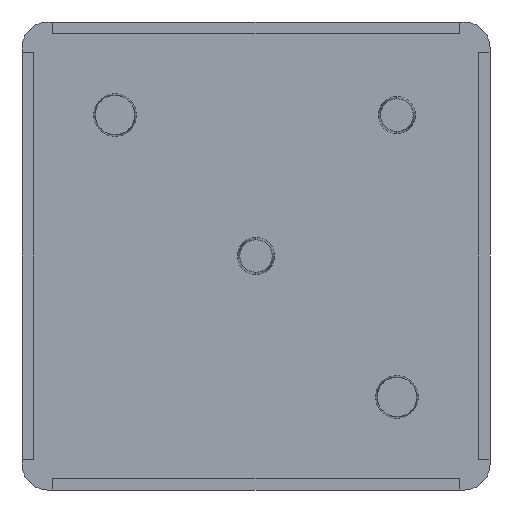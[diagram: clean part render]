
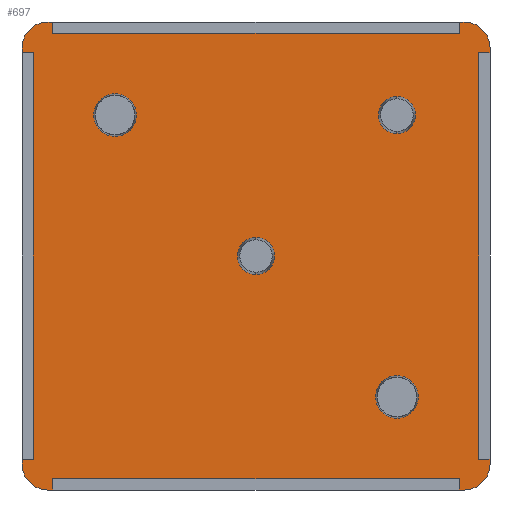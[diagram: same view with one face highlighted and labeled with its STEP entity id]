
A CAD part, front view. The second image highlights one B-rep face of the part: STEP entity #697.
In plain terms, the highlighted planar face has unit normal (0, -1, 0).
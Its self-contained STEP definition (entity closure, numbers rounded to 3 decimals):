
#151 = VERTEX_POINT('',#152);
#152 = CARTESIAN_POINT('',(-3.81,0.3,4.385));
#158 = EDGE_CURVE('',#151,#159,#161,.T.);
#159 = VERTEX_POINT('',#160);
#160 = CARTESIAN_POINT('',(-3.81,0.3,3.235));
#161 = CIRCLE('',#162,0.575);
#162 = AXIS2_PLACEMENT_3D('',#163,#164,#165);
#163 = CARTESIAN_POINT('',(-3.81,0.3,3.81));
#164 = DIRECTION('',(0.,-1.,0.));
#165 = DIRECTION('',(0.,0.,-1.));
#193 = VERTEX_POINT('',#194);
#194 = CARTESIAN_POINT('',(3.81,0.3,-3.235));
#200 = EDGE_CURVE('',#193,#201,#203,.T.);
#201 = VERTEX_POINT('',#202);
#202 = CARTESIAN_POINT('',(3.81,0.3,-4.385));
#203 = CIRCLE('',#204,0.575);
#204 = AXIS2_PLACEMENT_3D('',#205,#206,#207);
#205 = CARTESIAN_POINT('',(3.81,0.3,-3.81));
#206 = DIRECTION('',(0.,-1.,0.));
#207 = DIRECTION('',(0.,0.,-1.));
#235 = VERTEX_POINT('',#236);
#236 = CARTESIAN_POINT('',(3.81,0.3,4.31));
#242 = EDGE_CURVE('',#235,#243,#245,.T.);
#243 = VERTEX_POINT('',#244);
#244 = CARTESIAN_POINT('',(3.81,0.3,3.31));
#245 = CIRCLE('',#246,0.5);
#246 = AXIS2_PLACEMENT_3D('',#247,#248,#249);
#247 = CARTESIAN_POINT('',(3.81,0.3,3.81));
#248 = DIRECTION('',(0.,-1.,0.));
#249 = DIRECTION('',(0.,0.,-1.));
#277 = VERTEX_POINT('',#278);
#278 = CARTESIAN_POINT('',(0.,0.3,0.5));
#284 = EDGE_CURVE('',#277,#285,#287,.T.);
#285 = VERTEX_POINT('',#286);
#286 = CARTESIAN_POINT('',(0.,0.3,-0.5));
#287 = CIRCLE('',#288,0.5);
#288 = AXIS2_PLACEMENT_3D('',#289,#290,#291);
#289 = CARTESIAN_POINT('',(0.,0.3,0.));
#290 = DIRECTION('',(0.,-1.,0.));
#291 = DIRECTION('',(0.,0.,-1.));
#697 = ADVANCED_FACE('',(#698,#708,#718,#916,#926),#936,.T.);
#698 = FACE_BOUND('',#699,.T.);
#699 = EDGE_LOOP('',(#700,#707));
#700 = ORIENTED_EDGE('',*,*,#701,.F.);
#701 = EDGE_CURVE('',#201,#193,#702,.T.);
#702 = CIRCLE('',#703,0.575);
#703 = AXIS2_PLACEMENT_3D('',#704,#705,#706);
#704 = CARTESIAN_POINT('',(3.81,0.3,-3.81));
#705 = DIRECTION('',(0.,-1.,0.));
#706 = DIRECTION('',(0.,0.,-1.));
#707 = ORIENTED_EDGE('',*,*,#200,.F.);
#708 = FACE_BOUND('',#709,.T.);
#709 = EDGE_LOOP('',(#710,#717));
#710 = ORIENTED_EDGE('',*,*,#711,.F.);
#711 = EDGE_CURVE('',#285,#277,#712,.T.);
#712 = CIRCLE('',#713,0.5);
#713 = AXIS2_PLACEMENT_3D('',#714,#715,#716);
#714 = CARTESIAN_POINT('',(0.,0.3,0.));
#715 = DIRECTION('',(0.,-1.,0.));
#716 = DIRECTION('',(0.,0.,-1.));
#717 = ORIENTED_EDGE('',*,*,#284,.F.);
#718 = FACE_BOUND('',#719,.T.);
#719 = EDGE_LOOP('',(#720,#730,#739,#747,#755,#763,#771,#779,#788,#796,
    #804,#812,#820,#828,#837,#845,#853,#861,#869,#877,#886,#894,#902,
    #910));
#720 = ORIENTED_EDGE('',*,*,#721,.F.);
#721 = EDGE_CURVE('',#722,#724,#726,.T.);
#722 = VERTEX_POINT('',#723);
#723 = CARTESIAN_POINT('',(-6.325,0.3,-5.625));
#724 = VERTEX_POINT('',#725);
#725 = CARTESIAN_POINT('',(-6.325,0.3,-5.5));
#726 = LINE('',#727,#728);
#727 = CARTESIAN_POINT('',(-6.325,0.3,-6.325));
#728 = VECTOR('',#729,1.);
#729 = DIRECTION('',(0.,0.,1.));
#730 = ORIENTED_EDGE('',*,*,#731,.T.);
#731 = EDGE_CURVE('',#722,#732,#734,.T.);
#732 = VERTEX_POINT('',#733);
#733 = CARTESIAN_POINT('',(-5.625,0.3,-6.325));
#734 = CIRCLE('',#735,0.7);
#735 = AXIS2_PLACEMENT_3D('',#736,#737,#738);
#736 = CARTESIAN_POINT('',(-5.625,0.3,-5.625));
#737 = DIRECTION('',(0.,-1.,0.));
#738 = DIRECTION('',(0.,0.,-1.));
#739 = ORIENTED_EDGE('',*,*,#740,.F.);
#740 = EDGE_CURVE('',#741,#732,#743,.T.);
#741 = VERTEX_POINT('',#742);
#742 = CARTESIAN_POINT('',(-5.5,0.3,-6.325));
#743 = LINE('',#744,#745);
#744 = CARTESIAN_POINT('',(6.325,0.3,-6.325));
#745 = VECTOR('',#746,1.);
#746 = DIRECTION('',(-1.,0.,0.));
#747 = ORIENTED_EDGE('',*,*,#748,.F.);
#748 = EDGE_CURVE('',#749,#741,#751,.T.);
#749 = VERTEX_POINT('',#750);
#750 = CARTESIAN_POINT('',(-5.5,0.3,-6.025));
#751 = LINE('',#752,#753);
#752 = CARTESIAN_POINT('',(-5.5,0.3,-6.325));
#753 = VECTOR('',#754,1.);
#754 = DIRECTION('',(0.,0.,-1.));
#755 = ORIENTED_EDGE('',*,*,#756,.F.);
#756 = EDGE_CURVE('',#757,#749,#759,.T.);
#757 = VERTEX_POINT('',#758);
#758 = CARTESIAN_POINT('',(5.5,0.3,-6.025));
#759 = LINE('',#760,#761);
#760 = CARTESIAN_POINT('',(5.5,0.3,-6.025));
#761 = VECTOR('',#762,1.);
#762 = DIRECTION('',(-1.,0.,0.));
#763 = ORIENTED_EDGE('',*,*,#764,.F.);
#764 = EDGE_CURVE('',#765,#757,#767,.T.);
#765 = VERTEX_POINT('',#766);
#766 = CARTESIAN_POINT('',(5.5,0.3,-6.325));
#767 = LINE('',#768,#769);
#768 = CARTESIAN_POINT('',(5.5,0.3,-6.325));
#769 = VECTOR('',#770,1.);
#770 = DIRECTION('',(0.,0.,1.));
#771 = ORIENTED_EDGE('',*,*,#772,.F.);
#772 = EDGE_CURVE('',#773,#765,#775,.T.);
#773 = VERTEX_POINT('',#774);
#774 = CARTESIAN_POINT('',(5.625,0.3,-6.325));
#775 = LINE('',#776,#777);
#776 = CARTESIAN_POINT('',(6.325,0.3,-6.325));
#777 = VECTOR('',#778,1.);
#778 = DIRECTION('',(-1.,0.,0.));
#779 = ORIENTED_EDGE('',*,*,#780,.T.);
#780 = EDGE_CURVE('',#773,#781,#783,.T.);
#781 = VERTEX_POINT('',#782);
#782 = CARTESIAN_POINT('',(6.325,0.3,-5.625));
#783 = CIRCLE('',#784,0.7);
#784 = AXIS2_PLACEMENT_3D('',#785,#786,#787);
#785 = CARTESIAN_POINT('',(5.625,0.3,-5.625));
#786 = DIRECTION('',(0.,-1.,0.));
#787 = DIRECTION('',(0.,0.,-1.));
#788 = ORIENTED_EDGE('',*,*,#789,.F.);
#789 = EDGE_CURVE('',#790,#781,#792,.T.);
#790 = VERTEX_POINT('',#791);
#791 = CARTESIAN_POINT('',(6.325,0.3,-5.5));
#792 = LINE('',#793,#794);
#793 = CARTESIAN_POINT('',(6.325,0.3,-6.325));
#794 = VECTOR('',#795,1.);
#795 = DIRECTION('',(0.,0.,-1.));
#796 = ORIENTED_EDGE('',*,*,#797,.F.);
#797 = EDGE_CURVE('',#798,#790,#800,.T.);
#798 = VERTEX_POINT('',#799);
#799 = CARTESIAN_POINT('',(6.025,0.3,-5.5));
#800 = LINE('',#801,#802);
#801 = CARTESIAN_POINT('',(6.325,0.3,-5.5));
#802 = VECTOR('',#803,1.);
#803 = DIRECTION('',(1.,0.,0.));
#804 = ORIENTED_EDGE('',*,*,#805,.F.);
#805 = EDGE_CURVE('',#806,#798,#808,.T.);
#806 = VERTEX_POINT('',#807);
#807 = CARTESIAN_POINT('',(6.025,0.3,5.5));
#808 = LINE('',#809,#810);
#809 = CARTESIAN_POINT('',(6.025,0.3,5.5));
#810 = VECTOR('',#811,1.);
#811 = DIRECTION('',(0.,0.,-1.));
#812 = ORIENTED_EDGE('',*,*,#813,.F.);
#813 = EDGE_CURVE('',#814,#806,#816,.T.);
#814 = VERTEX_POINT('',#815);
#815 = CARTESIAN_POINT('',(6.325,0.3,5.5));
#816 = LINE('',#817,#818);
#817 = CARTESIAN_POINT('',(6.325,0.3,5.5));
#818 = VECTOR('',#819,1.);
#819 = DIRECTION('',(-1.,0.,0.));
#820 = ORIENTED_EDGE('',*,*,#821,.F.);
#821 = EDGE_CURVE('',#822,#814,#824,.T.);
#822 = VERTEX_POINT('',#823);
#823 = CARTESIAN_POINT('',(6.325,0.3,5.625));
#824 = LINE('',#825,#826);
#825 = CARTESIAN_POINT('',(6.325,0.3,-6.325));
#826 = VECTOR('',#827,1.);
#827 = DIRECTION('',(0.,0.,-1.));
#828 = ORIENTED_EDGE('',*,*,#829,.T.);
#829 = EDGE_CURVE('',#822,#830,#832,.T.);
#830 = VERTEX_POINT('',#831);
#831 = CARTESIAN_POINT('',(5.625,0.3,6.325));
#832 = CIRCLE('',#833,0.7);
#833 = AXIS2_PLACEMENT_3D('',#834,#835,#836);
#834 = CARTESIAN_POINT('',(5.625,0.3,5.625));
#835 = DIRECTION('',(0.,-1.,0.));
#836 = DIRECTION('',(0.,0.,-1.));
#837 = ORIENTED_EDGE('',*,*,#838,.F.);
#838 = EDGE_CURVE('',#839,#830,#841,.T.);
#839 = VERTEX_POINT('',#840);
#840 = CARTESIAN_POINT('',(5.5,0.3,6.325));
#841 = LINE('',#842,#843);
#842 = CARTESIAN_POINT('',(6.325,0.3,6.325));
#843 = VECTOR('',#844,1.);
#844 = DIRECTION('',(1.,0.,0.));
#845 = ORIENTED_EDGE('',*,*,#846,.F.);
#846 = EDGE_CURVE('',#847,#839,#849,.T.);
#847 = VERTEX_POINT('',#848);
#848 = CARTESIAN_POINT('',(5.5,0.3,6.025));
#849 = LINE('',#850,#851);
#850 = CARTESIAN_POINT('',(5.5,0.3,6.325));
#851 = VECTOR('',#852,1.);
#852 = DIRECTION('',(0.,0.,1.));
#853 = ORIENTED_EDGE('',*,*,#854,.F.);
#854 = EDGE_CURVE('',#855,#847,#857,.T.);
#855 = VERTEX_POINT('',#856);
#856 = CARTESIAN_POINT('',(-5.5,0.3,6.025));
#857 = LINE('',#858,#859);
#858 = CARTESIAN_POINT('',(5.5,0.3,6.025));
#859 = VECTOR('',#860,1.);
#860 = DIRECTION('',(1.,0.,0.));
#861 = ORIENTED_EDGE('',*,*,#862,.F.);
#862 = EDGE_CURVE('',#863,#855,#865,.T.);
#863 = VERTEX_POINT('',#864);
#864 = CARTESIAN_POINT('',(-5.5,0.3,6.325));
#865 = LINE('',#866,#867);
#866 = CARTESIAN_POINT('',(-5.5,0.3,6.325));
#867 = VECTOR('',#868,1.);
#868 = DIRECTION('',(0.,0.,-1.));
#869 = ORIENTED_EDGE('',*,*,#870,.F.);
#870 = EDGE_CURVE('',#871,#863,#873,.T.);
#871 = VERTEX_POINT('',#872);
#872 = CARTESIAN_POINT('',(-5.625,0.3,6.325));
#873 = LINE('',#874,#875);
#874 = CARTESIAN_POINT('',(6.325,0.3,6.325));
#875 = VECTOR('',#876,1.);
#876 = DIRECTION('',(1.,0.,0.));
#877 = ORIENTED_EDGE('',*,*,#878,.T.);
#878 = EDGE_CURVE('',#871,#879,#881,.T.);
#879 = VERTEX_POINT('',#880);
#880 = CARTESIAN_POINT('',(-6.325,0.3,5.625));
#881 = CIRCLE('',#882,0.7);
#882 = AXIS2_PLACEMENT_3D('',#883,#884,#885);
#883 = CARTESIAN_POINT('',(-5.625,0.3,5.625));
#884 = DIRECTION('',(0.,-1.,0.));
#885 = DIRECTION('',(0.,0.,-1.));
#886 = ORIENTED_EDGE('',*,*,#887,.F.);
#887 = EDGE_CURVE('',#888,#879,#890,.T.);
#888 = VERTEX_POINT('',#889);
#889 = CARTESIAN_POINT('',(-6.325,0.3,5.5));
#890 = LINE('',#891,#892);
#891 = CARTESIAN_POINT('',(-6.325,0.3,-6.325));
#892 = VECTOR('',#893,1.);
#893 = DIRECTION('',(0.,0.,1.));
#894 = ORIENTED_EDGE('',*,*,#895,.F.);
#895 = EDGE_CURVE('',#896,#888,#898,.T.);
#896 = VERTEX_POINT('',#897);
#897 = CARTESIAN_POINT('',(-6.025,0.3,5.5));
#898 = LINE('',#899,#900);
#899 = CARTESIAN_POINT('',(-6.325,0.3,5.5));
#900 = VECTOR('',#901,1.);
#901 = DIRECTION('',(-1.,0.,0.));
#902 = ORIENTED_EDGE('',*,*,#903,.F.);
#903 = EDGE_CURVE('',#904,#896,#906,.T.);
#904 = VERTEX_POINT('',#905);
#905 = CARTESIAN_POINT('',(-6.025,0.3,-5.5));
#906 = LINE('',#907,#908);
#907 = CARTESIAN_POINT('',(-6.025,0.3,5.5));
#908 = VECTOR('',#909,1.);
#909 = DIRECTION('',(0.,0.,1.));
#910 = ORIENTED_EDGE('',*,*,#911,.F.);
#911 = EDGE_CURVE('',#724,#904,#912,.T.);
#912 = LINE('',#913,#914);
#913 = CARTESIAN_POINT('',(-6.325,0.3,-5.5));
#914 = VECTOR('',#915,1.);
#915 = DIRECTION('',(1.,0.,0.));
#916 = FACE_BOUND('',#917,.T.);
#917 = EDGE_LOOP('',(#918,#925));
#918 = ORIENTED_EDGE('',*,*,#919,.F.);
#919 = EDGE_CURVE('',#243,#235,#920,.T.);
#920 = CIRCLE('',#921,0.5);
#921 = AXIS2_PLACEMENT_3D('',#922,#923,#924);
#922 = CARTESIAN_POINT('',(3.81,0.3,3.81));
#923 = DIRECTION('',(0.,-1.,0.));
#924 = DIRECTION('',(0.,0.,-1.));
#925 = ORIENTED_EDGE('',*,*,#242,.F.);
#926 = FACE_BOUND('',#927,.T.);
#927 = EDGE_LOOP('',(#928,#935));
#928 = ORIENTED_EDGE('',*,*,#929,.F.);
#929 = EDGE_CURVE('',#159,#151,#930,.T.);
#930 = CIRCLE('',#931,0.575);
#931 = AXIS2_PLACEMENT_3D('',#932,#933,#934);
#932 = CARTESIAN_POINT('',(-3.81,0.3,3.81));
#933 = DIRECTION('',(0.,-1.,0.));
#934 = DIRECTION('',(0.,0.,-1.));
#935 = ORIENTED_EDGE('',*,*,#158,.F.);
#936 = PLANE('',#937);
#937 = AXIS2_PLACEMENT_3D('',#938,#939,#940);
#938 = CARTESIAN_POINT('',(6.325,0.3,6.325));
#939 = DIRECTION('',(0.,-1.,0.));
#940 = DIRECTION('',(0.,0.,-1.));
